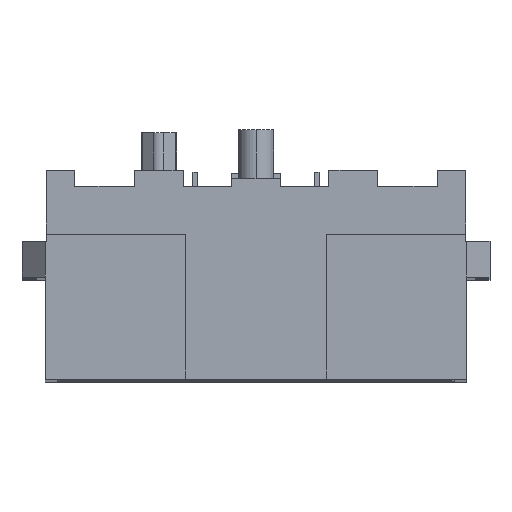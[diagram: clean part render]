
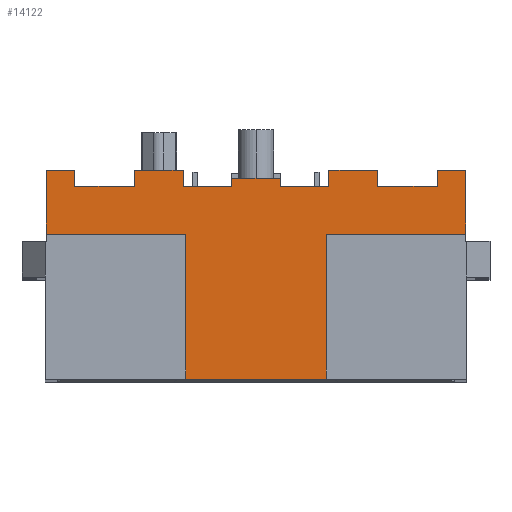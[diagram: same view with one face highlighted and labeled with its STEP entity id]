
A CAD part, top view. The second image highlights one B-rep face of the part: STEP entity #14122.
In plain terms, the highlighted planar face has unit normal (0, 0, 1).
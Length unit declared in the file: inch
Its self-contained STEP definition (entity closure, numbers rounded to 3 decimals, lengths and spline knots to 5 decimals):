
#1086=DIRECTION('',(-1.,0.,0.));
#1087=VECTOR('',#1086,0.173);
#1088=CARTESIAN_POINT('',(0.0365,0.044,0.348));
#1089=LINE('',#1088,#1087);
#1846=DIRECTION('',(1.,0.,0.));
#1847=VECTOR('',#1846,0.1725);
#1848=CARTESIAN_POINT('',(0.0365,0.223,0.348));
#1849=LINE('',#1848,#1847);
#1850=DIRECTION('',(0.,-1.,0.));
#1851=VECTOR('',#1850,0.179);
#1852=CARTESIAN_POINT('',(-0.1365,0.223,0.348));
#1853=LINE('',#1852,#1851);
#1854=DIRECTION('',(1.,0.,0.));
#1855=VECTOR('',#1854,0.1725);
#1856=CARTESIAN_POINT('',(-0.309,0.223,0.348));
#1857=LINE('',#1856,#1855);
#1862=DIRECTION('',(0.,1.,0.));
#1863=VECTOR('',#1862,0.079);
#1864=CARTESIAN_POINT('',(-0.309,0.223,0.348));
#1865=LINE('',#1864,#1863);
#1914=DIRECTION('',(1.,0.,0.));
#1915=VECTOR('',#1914,0.06);
#1916=CARTESIAN_POINT('',(-0.14,0.282,0.348));
#1917=LINE('',#1916,#1915);
#1922=DIRECTION('',(0.,1.,0.));
#1923=VECTOR('',#1922,0.01);
#1924=CARTESIAN_POINT('',(-0.08,0.282,0.348));
#1925=LINE('',#1924,#1923);
#1926=DIRECTION('',(1.,0.,0.));
#1927=VECTOR('',#1926,0.06);
#1928=CARTESIAN_POINT('',(-0.08,0.292,0.348));
#1929=LINE('',#1928,#1927);
#1956=DIRECTION('',(0.,-1.,0.));
#1957=VECTOR('',#1956,0.01);
#1958=CARTESIAN_POINT('',(-0.02,0.292,0.348));
#1959=LINE('',#1958,#1957);
#1964=DIRECTION('',(1.,0.,0.));
#1965=VECTOR('',#1964,0.06);
#1966=CARTESIAN_POINT('',(-0.02,0.282,0.348));
#1967=LINE('',#1966,#1965);
#1976=DIRECTION('',(0.,1.,0.));
#1977=VECTOR('',#1976,0.02);
#1978=CARTESIAN_POINT('',(0.04,0.282,0.348));
#1979=LINE('',#1978,#1977);
#1980=DIRECTION('',(1.,0.,0.));
#1981=VECTOR('',#1980,0.06);
#1982=CARTESIAN_POINT('',(0.04,0.302,0.348));
#1983=LINE('',#1982,#1981);
#2000=DIRECTION('',(0.,-1.,0.));
#2001=VECTOR('',#2000,0.02);
#2002=CARTESIAN_POINT('',(0.1,0.302,0.348));
#2003=LINE('',#2002,#2001);
#2008=DIRECTION('',(1.,0.,0.));
#2009=VECTOR('',#2008,0.074);
#2010=CARTESIAN_POINT('',(0.1,0.282,0.348));
#2011=LINE('',#2010,#2009);
#2016=DIRECTION('',(0.,1.,0.));
#2017=VECTOR('',#2016,0.02);
#2018=CARTESIAN_POINT('',(0.174,0.282,0.348));
#2019=LINE('',#2018,#2017);
#2028=DIRECTION('',(1.,0.,0.));
#2029=VECTOR('',#2028,0.035);
#2030=CARTESIAN_POINT('',(0.174,0.302,0.348));
#2031=LINE('',#2030,#2029);
#2040=DIRECTION('',(0.,-1.,0.));
#2041=VECTOR('',#2040,0.079);
#2042=CARTESIAN_POINT('',(0.209,0.302,0.348));
#2043=LINE('',#2042,#2041);
#2068=DIRECTION('',(0.,-1.,0.));
#2069=VECTOR('',#2068,0.179);
#2070=CARTESIAN_POINT('',(0.0365,0.223,0.348));
#2071=LINE('',#2070,#2069);
#2298=DIRECTION('',(0.,-1.,0.));
#2299=VECTOR('',#2298,0.02);
#2300=CARTESIAN_POINT('',(-0.14,0.302,0.348));
#2301=LINE('',#2300,#2299);
#2306=DIRECTION('',(1.,0.,0.));
#2307=VECTOR('',#2306,0.06);
#2308=CARTESIAN_POINT('',(-0.2,0.302,0.348));
#2309=LINE('',#2308,#2307);
#2318=DIRECTION('',(0.,1.,0.));
#2319=VECTOR('',#2318,0.02);
#2320=CARTESIAN_POINT('',(-0.2,0.282,0.348));
#2321=LINE('',#2320,#2319);
#2326=DIRECTION('',(1.,0.,0.));
#2327=VECTOR('',#2326,0.074);
#2328=CARTESIAN_POINT('',(-0.274,0.282,0.348));
#2329=LINE('',#2328,#2327);
#2334=DIRECTION('',(0.,-1.,0.));
#2335=VECTOR('',#2334,0.02);
#2336=CARTESIAN_POINT('',(-0.274,0.302,0.348));
#2337=LINE('',#2336,#2335);
#2338=DIRECTION('',(1.,0.,0.));
#2339=VECTOR('',#2338,0.035);
#2340=CARTESIAN_POINT('',(-0.309,0.302,0.348));
#2341=LINE('',#2340,#2339);
#9819=CARTESIAN_POINT('',(0.174,0.302,0.348));
#9820=VERTEX_POINT('',#9819);
#9821=CARTESIAN_POINT('',(0.174,0.282,0.348));
#9822=VERTEX_POINT('',#9821);
#9991=CARTESIAN_POINT('',(-0.1365,0.044,0.348));
#9992=VERTEX_POINT('',#9991);
#9993=CARTESIAN_POINT('',(0.0365,0.044,0.348));
#9994=VERTEX_POINT('',#9993);
#10047=CARTESIAN_POINT('',(-0.274,0.282,0.348));
#10048=VERTEX_POINT('',#10047);
#10049=CARTESIAN_POINT('',(-0.274,0.302,0.348));
#10050=VERTEX_POINT('',#10049);
#10809=CARTESIAN_POINT('',(0.209,0.302,0.348));
#10811=VERTEX_POINT('',#10809);
#11037=CARTESIAN_POINT('',(-0.2,0.302,0.348));
#11038=VERTEX_POINT('',#11037);
#11039=CARTESIAN_POINT('',(-0.2,0.282,0.348));
#11040=VERTEX_POINT('',#11039);
#11047=CARTESIAN_POINT('',(0.1,0.282,0.348));
#11048=VERTEX_POINT('',#11047);
#11049=CARTESIAN_POINT('',(0.1,0.302,0.348));
#11050=VERTEX_POINT('',#11049);
#11052=CARTESIAN_POINT('',(-0.08,0.292,0.348));
#11054=VERTEX_POINT('',#11052);
#11057=CARTESIAN_POINT('',(-0.02,0.292,0.348));
#11058=VERTEX_POINT('',#11057);
#11069=CARTESIAN_POINT('',(-0.08,0.282,0.348));
#11070=VERTEX_POINT('',#11069);
#11117=CARTESIAN_POINT('',(0.04,0.302,0.348));
#11118=VERTEX_POINT('',#11117);
#11119=CARTESIAN_POINT('',(0.04,0.282,0.348));
#11120=VERTEX_POINT('',#11119);
#11131=CARTESIAN_POINT('',(-0.02,0.282,0.348));
#11132=VERTEX_POINT('',#11131);
#11205=CARTESIAN_POINT('',(0.209,0.223,0.348));
#11207=VERTEX_POINT('',#11205);
#11221=CARTESIAN_POINT('',(-0.14,0.282,0.348));
#11222=VERTEX_POINT('',#11221);
#11223=CARTESIAN_POINT('',(-0.14,0.302,0.348));
#11224=VERTEX_POINT('',#11223);
#11230=CARTESIAN_POINT('',(-0.309,0.302,0.348));
#11232=VERTEX_POINT('',#11230);
#11237=CARTESIAN_POINT('',(-0.309,0.223,0.348));
#11238=VERTEX_POINT('',#11237);
#11239=CARTESIAN_POINT('',(-0.1365,0.223,0.348));
#11240=VERTEX_POINT('',#11239);
#11247=CARTESIAN_POINT('',(0.0365,0.223,0.348));
#11248=VERTEX_POINT('',#11247);
#14069=CARTESIAN_POINT('',(-0.3065,0.103,0.348));
#14070=DIRECTION('',(0.,0.,1.));
#14071=DIRECTION('',(-1.,0.,0.));
#14072=AXIS2_PLACEMENT_3D('',#14069,#14070,#14071);
#14073=PLANE('',#14072);
#14075=ORIENTED_EDGE('',*,*,#14074,.T.);
#14077=ORIENTED_EDGE('',*,*,#14076,.T.);
#14079=ORIENTED_EDGE('',*,*,#14078,.T.);
#14081=ORIENTED_EDGE('',*,*,#14080,.T.);
#14083=ORIENTED_EDGE('',*,*,#14082,.T.);
#14085=ORIENTED_EDGE('',*,*,#14084,.T.);
#14087=ORIENTED_EDGE('',*,*,#14086,.T.);
#14089=ORIENTED_EDGE('',*,*,#14088,.T.);
#14091=ORIENTED_EDGE('',*,*,#14090,.T.);
#14093=ORIENTED_EDGE('',*,*,#14092,.T.);
#14095=ORIENTED_EDGE('',*,*,#14094,.T.);
#14097=ORIENTED_EDGE('',*,*,#14096,.T.);
#14099=ORIENTED_EDGE('',*,*,#14098,.T.);
#14101=ORIENTED_EDGE('',*,*,#14100,.T.);
#14103=ORIENTED_EDGE('',*,*,#14102,.T.);
#14105=ORIENTED_EDGE('',*,*,#14104,.T.);
#14107=ORIENTED_EDGE('',*,*,#14106,.T.);
#14109=ORIENTED_EDGE('',*,*,#14108,.T.);
#14111=ORIENTED_EDGE('',*,*,#14110,.T.);
#14113=ORIENTED_EDGE('',*,*,#14112,.F.);
#14115=ORIENTED_EDGE('',*,*,#14114,.T.);
#14116=ORIENTED_EDGE('',*,*,#12767,.T.);
#14118=ORIENTED_EDGE('',*,*,#14117,.F.);
#14119=ORIENTED_EDGE('',*,*,#14059,.F.);
#14120=EDGE_LOOP('',(#14075,#14077,#14079,#14081,#14083,#14085,#14087,#14089,
#14091,#14093,#14095,#14097,#14099,#14101,#14103,#14105,#14107,#14109,#14111,
#14113,#14115,#14116,#14118,#14119));
#14121=FACE_OUTER_BOUND('',#14120,.F.);
#14122=ADVANCED_FACE('',(#14121),#14073,.T.);
#12767=EDGE_CURVE('',#9994,#9992,#1089,.T.);
#14059=EDGE_CURVE('',#11238,#11240,#1857,.T.);
#14074=EDGE_CURVE('',#11238,#11232,#1865,.T.);
#14076=EDGE_CURVE('',#11232,#10050,#2341,.T.);
#14078=EDGE_CURVE('',#10050,#10048,#2337,.T.);
#14080=EDGE_CURVE('',#10048,#11040,#2329,.T.);
#14082=EDGE_CURVE('',#11040,#11038,#2321,.T.);
#14084=EDGE_CURVE('',#11038,#11224,#2309,.T.);
#14086=EDGE_CURVE('',#11224,#11222,#2301,.T.);
#14088=EDGE_CURVE('',#11222,#11070,#1917,.T.);
#14090=EDGE_CURVE('',#11070,#11054,#1925,.T.);
#14092=EDGE_CURVE('',#11054,#11058,#1929,.T.);
#14094=EDGE_CURVE('',#11058,#11132,#1959,.T.);
#14096=EDGE_CURVE('',#11132,#11120,#1967,.T.);
#14098=EDGE_CURVE('',#11120,#11118,#1979,.T.);
#14100=EDGE_CURVE('',#11118,#11050,#1983,.T.);
#14102=EDGE_CURVE('',#11050,#11048,#2003,.T.);
#14104=EDGE_CURVE('',#11048,#9822,#2011,.T.);
#14106=EDGE_CURVE('',#9822,#9820,#2019,.T.);
#14108=EDGE_CURVE('',#9820,#10811,#2031,.T.);
#14110=EDGE_CURVE('',#10811,#11207,#2043,.T.);
#14112=EDGE_CURVE('',#11248,#11207,#1849,.T.);
#14114=EDGE_CURVE('',#11248,#9994,#2071,.T.);
#14117=EDGE_CURVE('',#11240,#9992,#1853,.T.);
